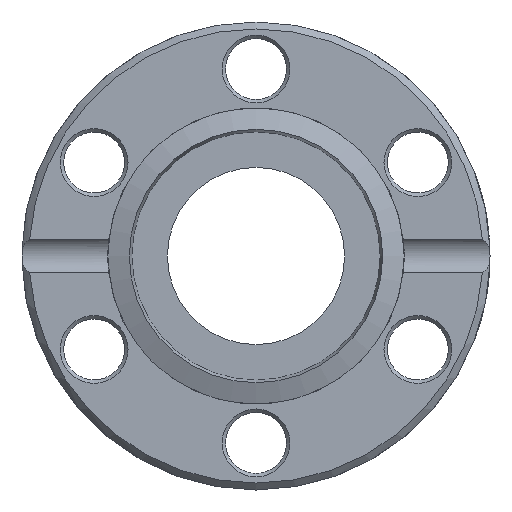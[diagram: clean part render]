
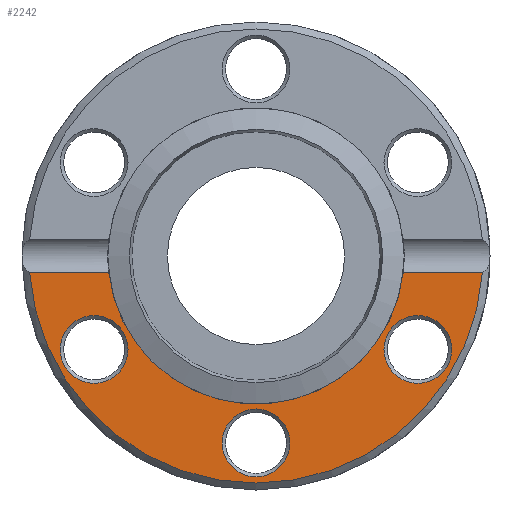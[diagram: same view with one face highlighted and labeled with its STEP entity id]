
A CAD part, front view. The second image highlights one B-rep face of the part: STEP entity #2242.
In plain terms, the highlighted planar face has unit normal (0, -1, 0).
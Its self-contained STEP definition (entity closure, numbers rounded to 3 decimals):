
#60=PLANE('',#2433);
#146=FACE_BOUND('',#686,.T.);
#147=FACE_BOUND('',#687,.T.);
#148=FACE_BOUND('',#688,.T.);
#179=LINE('',#3045,#294);
#293=LINE('',#5290,#408);
#294=VECTOR('',#2500,10.);
#408=VECTOR('',#2864,10.);
#535=FACE_OUTER_BOUND('',#685,.T.);
#685=EDGE_LOOP('',(#2043,#2044,#2045,#2046));
#686=EDGE_LOOP('',(#2047));
#687=EDGE_LOOP('',(#2048));
#688=EDGE_LOOP('',(#2049));
#752=CIRCLE('',#2300,16.4);
#803=CIRCLE('',#2434,10.7);
#804=CIRCLE('',#2435,2.45);
#805=CIRCLE('',#2436,2.45);
#806=CIRCLE('',#2437,2.45);
#935=VERTEX_POINT('',#3035);
#936=VERTEX_POINT('',#3044);
#941=VERTEX_POINT('',#3077);
#1123=VERTEX_POINT('',#5275);
#1131=VERTEX_POINT('',#5312);
#1132=VERTEX_POINT('',#5314);
#1133=VERTEX_POINT('',#5316);
#1162=EDGE_CURVE('',#936,#935,#179,.T.);
#1170=EDGE_CURVE('',#941,#935,#752,.T.);
#1440=EDGE_CURVE('',#941,#1123,#293,.T.);
#1450=EDGE_CURVE('',#1123,#936,#803,.T.);
#1451=EDGE_CURVE('',#1131,#1131,#804,.T.);
#1452=EDGE_CURVE('',#1132,#1132,#805,.T.);
#1453=EDGE_CURVE('',#1133,#1133,#806,.T.);
#2043=ORIENTED_EDGE('',*,*,#1170,.F.);
#2044=ORIENTED_EDGE('',*,*,#1440,.T.);
#2045=ORIENTED_EDGE('',*,*,#1450,.T.);
#2046=ORIENTED_EDGE('',*,*,#1162,.T.);
#2047=ORIENTED_EDGE('',*,*,#1451,.F.);
#2048=ORIENTED_EDGE('',*,*,#1452,.F.);
#2049=ORIENTED_EDGE('',*,*,#1453,.F.);
#2242=ADVANCED_FACE('',(#535,#146,#147,#148),#60,.T.);
#2300=AXIS2_PLACEMENT_3D('',#3086,#2510,#2511);
#2433=AXIS2_PLACEMENT_3D('',#5310,#2889,#2890);
#2434=AXIS2_PLACEMENT_3D('',#5311,#2891,#2892);
#2435=AXIS2_PLACEMENT_3D('',#5313,#2893,#2894);
#2436=AXIS2_PLACEMENT_3D('',#5315,#2895,#2896);
#2437=AXIS2_PLACEMENT_3D('',#5317,#2897,#2898);
#2500=DIRECTION('',(-1.,0.,0.));
#2510=DIRECTION('center_axis',(0.,1.,0.));
#2511=DIRECTION('ref_axis',(-1.,0.,0.));
#2864=DIRECTION('',(-1.,0.,0.));
#2889=DIRECTION('center_axis',(0.,-1.,0.));
#2890=DIRECTION('ref_axis',(0.,0.,-1.));
#2891=DIRECTION('center_axis',(0.,1.,0.));
#2892=DIRECTION('ref_axis',(1.,0.,0.));
#2893=DIRECTION('center_axis',(0.,-1.,0.));
#2894=DIRECTION('ref_axis',(1.,0.,0.));
#2895=DIRECTION('center_axis',(0.,-1.,0.));
#2896=DIRECTION('ref_axis',(0.5,0.,-0.866));
#2897=DIRECTION('center_axis',(0.,-1.,0.));
#2898=DIRECTION('ref_axis',(0.5,0.,0.866));
#3035=CARTESIAN_POINT('',(-16.356,0.,-1.2));
#3044=CARTESIAN_POINT('',(-10.632,0.,-1.2));
#3045=CARTESIAN_POINT('',(16.9,0.,-1.2));
#3077=CARTESIAN_POINT('',(16.356,0.,-1.2));
#3086=CARTESIAN_POINT('Origin',(0.,0.,0.));
#5275=CARTESIAN_POINT('',(10.632,0.,-1.2));
#5290=CARTESIAN_POINT('',(16.9,0.,-1.2));
#5310=CARTESIAN_POINT('Origin',(-16.9,0.,0.));
#5311=CARTESIAN_POINT('Origin',(0.,0.,0.));
#5312=CARTESIAN_POINT('',(-2.45,0.,-13.5));
#5313=CARTESIAN_POINT('Origin',(0.,0.,-13.5));
#5314=CARTESIAN_POINT('',(-12.916,0.,-4.628));
#5315=CARTESIAN_POINT('Origin',(-11.691,0.,
-6.75));
#5316=CARTESIAN_POINT('',(10.466,0.,-8.872));
#5317=CARTESIAN_POINT('Origin',(11.691,0.,-6.75));
